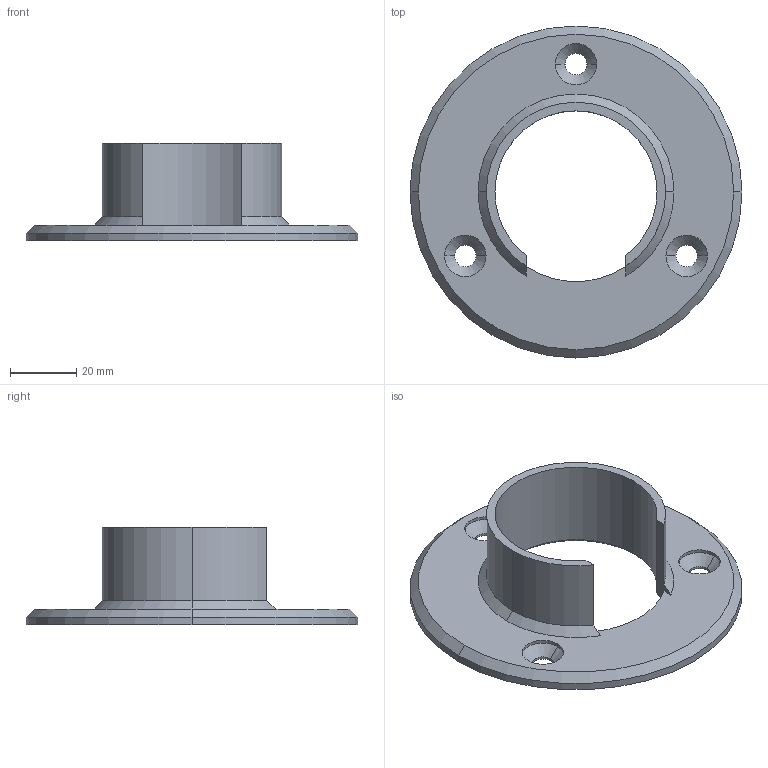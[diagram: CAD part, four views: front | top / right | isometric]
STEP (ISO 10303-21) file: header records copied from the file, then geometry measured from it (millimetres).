
FILE_DESCRIPTION (( 'STEP AP203' ), '1' );
FILE_NAME ('A_6505-048.STEP', '2022-02-28T09:06:40', ( '' ), ( '' ), 'SwSTEP 2.0', 'SolidWorks 2019', '' );
FILE_SCHEMA (( 'CONFIG_CONTROL_DESIGN' ));
Length unit declared in the file: millimetre
Products named in the file (1): A_6505-048
Bounding box: 100 x 100 x 29.5 mm (x, y, z)
Volume: 26825.4 mm3; surface area: 19971.6 mm2
Topology: 1 solids, 1 shells, 55 faces, 138 edges, 86 vertices
Faces by surface type: cone 22, cylinder 21, plane 12
Entity records: 1757 total; most frequent: CARTESIAN_POINT 310, DIRECTION 306, ORIENTED_EDGE 276, EDGE_CURVE 138, AXIS2_PLACEMENT_3D 122, VERTEX_POINT 86, CIRCLE 66, EDGE_LOOP 64
